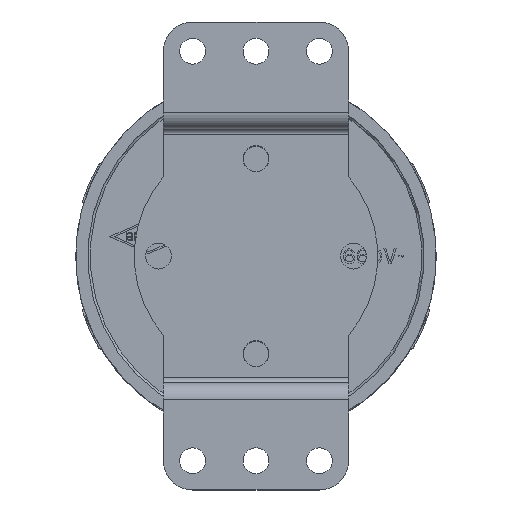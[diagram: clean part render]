
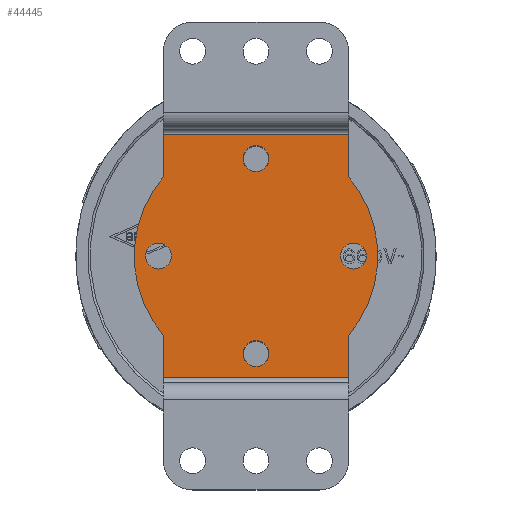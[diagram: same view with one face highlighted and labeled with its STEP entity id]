
A CAD part, top view. The second image highlights one B-rep face of the part: STEP entity #44445.
In plain terms, the highlighted face is planar.
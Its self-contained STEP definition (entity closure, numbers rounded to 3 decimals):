
#43336=DIRECTION('',(-1.,0.,0.));
#43337=VECTOR('',#43336,8.752);
#43338=CARTESIAN_POINT('',(-16.248,-19.,10.5));
#43339=LINE('',#43338,#43337);
#43356=DIRECTION('',(-1.,0.,0.));
#43357=VECTOR('',#43356,8.752);
#43358=CARTESIAN_POINT('',(25.,-19.,10.5));
#43359=LINE('',#43358,#43357);
#43497=DIRECTION('',(0.,1.,0.));
#43498=VECTOR('',#43497,38.);
#43499=CARTESIAN_POINT('',(-25.,-19.,10.5));
#43500=LINE('',#43499,#43498);
#43506=CARTESIAN_POINT('',(0.,0.,10.5));
#43507=DIRECTION('',(0.,0.,-1.));
#43508=DIRECTION('',(0.65,-0.76,0.));
#43509=AXIS2_PLACEMENT_3D('',#43506,#43507,#43508);
#43511=DIRECTION('',(-1.,0.,0.));
#43512=VECTOR('',#43511,8.752);
#43513=CARTESIAN_POINT('',(25.,19.,10.5));
#43514=LINE('',#43513,#43512);
#43515=CARTESIAN_POINT('',(0.,0.,10.5));
#43516=DIRECTION('',(0.,0.,-1.));
#43517=DIRECTION('',(-0.65,0.76,0.));
#43518=AXIS2_PLACEMENT_3D('',#43515,#43516,#43517);
#43520=DIRECTION('',(-1.,0.,0.));
#43521=VECTOR('',#43520,8.752);
#43522=CARTESIAN_POINT('',(-16.248,19.,10.5));
#43523=LINE('',#43522,#43521);
#43524=CARTESIAN_POINT('',(0.,20.,10.5));
#43525=DIRECTION('',(0.,0.,1.));
#43526=DIRECTION('',(1.,0.,0.));
#43527=AXIS2_PLACEMENT_3D('',#43524,#43525,#43526);
#43529=CARTESIAN_POINT('',(0.,20.,10.5));
#43530=DIRECTION('',(0.,0.,1.));
#43531=DIRECTION('',(-1.,0.,0.));
#43532=AXIS2_PLACEMENT_3D('',#43529,#43530,#43531);
#43534=CARTESIAN_POINT('',(0.,-20.,10.5));
#43535=DIRECTION('',(0.,0.,1.));
#43536=DIRECTION('',(1.,0.,0.));
#43537=AXIS2_PLACEMENT_3D('',#43534,#43535,#43536);
#43539=CARTESIAN_POINT('',(0.,-20.,10.5));
#43540=DIRECTION('',(0.,0.,1.));
#43541=DIRECTION('',(-1.,0.,0.));
#43542=AXIS2_PLACEMENT_3D('',#43539,#43540,#43541);
#43544=CARTESIAN_POINT('',(20.,0.,10.5));
#43545=DIRECTION('',(0.,0.,1.));
#43546=DIRECTION('',(1.,0.,0.));
#43547=AXIS2_PLACEMENT_3D('',#43544,#43545,#43546);
#43549=CARTESIAN_POINT('',(20.,0.,10.5));
#43550=DIRECTION('',(0.,0.,1.));
#43551=DIRECTION('',(-1.,0.,0.));
#43552=AXIS2_PLACEMENT_3D('',#43549,#43550,#43551);
#43554=CARTESIAN_POINT('',(-20.,0.,10.5));
#43555=DIRECTION('',(0.,0.,1.));
#43556=DIRECTION('',(1.,0.,0.));
#43557=AXIS2_PLACEMENT_3D('',#43554,#43555,#43556);
#43559=CARTESIAN_POINT('',(-20.,0.,10.5));
#43560=DIRECTION('',(0.,0.,1.));
#43561=DIRECTION('',(-1.,0.,0.));
#43562=AXIS2_PLACEMENT_3D('',#43559,#43560,#43561);
#43876=DIRECTION('',(0.,1.,0.));
#43877=VECTOR('',#43876,38.);
#43878=CARTESIAN_POINT('',(25.,-19.,10.5));
#43879=LINE('',#43878,#43877);
#43951=CARTESIAN_POINT('',(16.248,-19.,10.5));
#43953=VERTEX_POINT('',#43951);
#43955=CARTESIAN_POINT('',(-16.248,-19.,10.5));
#43957=VERTEX_POINT('',#43955);
#43959=CARTESIAN_POINT('',(-16.248,19.,10.5));
#43961=VERTEX_POINT('',#43959);
#43963=CARTESIAN_POINT('',(16.248,19.,10.5));
#43965=VERTEX_POINT('',#43963);
#44002=CARTESIAN_POINT('',(-25.,-19.,10.5));
#44003=CARTESIAN_POINT('',(-25.,19.,10.5));
#44004=VERTEX_POINT('',#44002);
#44005=VERTEX_POINT('',#44003);
#44006=CARTESIAN_POINT('',(25.,-19.,10.5));
#44007=CARTESIAN_POINT('',(25.,19.,10.5));
#44008=VERTEX_POINT('',#44006);
#44009=VERTEX_POINT('',#44007);
#44110=CARTESIAN_POINT('',(2.65,20.,10.5));
#44111=CARTESIAN_POINT('',(-2.65,20.,10.5));
#44112=VERTEX_POINT('',#44110);
#44113=VERTEX_POINT('',#44111);
#44114=CARTESIAN_POINT('',(2.65,-20.,10.5));
#44115=CARTESIAN_POINT('',(-2.65,-20.,10.5));
#44116=VERTEX_POINT('',#44114);
#44117=VERTEX_POINT('',#44115);
#44118=CARTESIAN_POINT('',(22.65,0.,10.5));
#44119=CARTESIAN_POINT('',(17.35,0.,10.5));
#44120=VERTEX_POINT('',#44118);
#44121=VERTEX_POINT('',#44119);
#44122=CARTESIAN_POINT('',(-17.35,0.,10.5));
#44123=CARTESIAN_POINT('',(-22.65,0.,10.5));
#44124=VERTEX_POINT('',#44122);
#44125=VERTEX_POINT('',#44123);
#44403=CARTESIAN_POINT('',(26.,19.,10.5));
#44404=DIRECTION('',(0.,0.,-1.));
#44405=DIRECTION('',(0.,-1.,0.));
#44406=AXIS2_PLACEMENT_3D('',#44403,#44404,#44405);
#44407=PLANE('',#44406);
#44408=ORIENTED_EDGE('',*,*,#44397,.F.);
#44409=ORIENTED_EDGE('',*,*,#44192,.F.);
#44411=ORIENTED_EDGE('',*,*,#44410,.F.);
#44412=ORIENTED_EDGE('',*,*,#44219,.F.);
#44414=ORIENTED_EDGE('',*,*,#44413,.T.);
#44415=ORIENTED_EDGE('',*,*,#44351,.T.);
#44417=ORIENTED_EDGE('',*,*,#44416,.F.);
#44418=ORIENTED_EDGE('',*,*,#44315,.T.);
#44419=EDGE_LOOP('',(#44408,#44409,#44411,#44412,#44414,#44415,#44417,#44418));
#44420=FACE_OUTER_BOUND('',#44419,.F.);
#44422=ORIENTED_EDGE('',*,*,#44421,.F.);
#44424=ORIENTED_EDGE('',*,*,#44423,.F.);
#44425=EDGE_LOOP('',(#44422,#44424));
#44426=FACE_BOUND('',#44425,.F.);
#44428=ORIENTED_EDGE('',*,*,#44427,.F.);
#44430=ORIENTED_EDGE('',*,*,#44429,.F.);
#44431=EDGE_LOOP('',(#44428,#44430));
#44432=FACE_BOUND('',#44431,.F.);
#44434=ORIENTED_EDGE('',*,*,#44433,.F.);
#44436=ORIENTED_EDGE('',*,*,#44435,.F.);
#44437=EDGE_LOOP('',(#44434,#44436));
#44438=FACE_BOUND('',#44437,.F.);
#44440=ORIENTED_EDGE('',*,*,#44439,.F.);
#44442=ORIENTED_EDGE('',*,*,#44441,.F.);
#44443=EDGE_LOOP('',(#44440,#44442));
#44444=FACE_BOUND('',#44443,.F.);
#44445=ADVANCED_FACE('',(#44420,#44426,#44432,#44438,#44444),#44407,.T.);
#43510=CIRCLE('',#43509,25.);
#43519=CIRCLE('',#43518,25.);
#43528=CIRCLE('',#43527,2.65);
#43533=CIRCLE('',#43532,2.65);
#43538=CIRCLE('',#43537,2.65);
#43543=CIRCLE('',#43542,2.65);
#43548=CIRCLE('',#43547,2.65);
#43553=CIRCLE('',#43552,2.65);
#43558=CIRCLE('',#43557,2.65);
#43563=CIRCLE('',#43562,2.65);
#44192=EDGE_CURVE('',#43957,#44004,#43339,.T.);
#44219=EDGE_CURVE('',#44008,#43953,#43359,.T.);
#44315=EDGE_CURVE('',#43961,#44005,#43523,.T.);
#44351=EDGE_CURVE('',#44009,#43965,#43514,.T.);
#44397=EDGE_CURVE('',#44004,#44005,#43500,.T.);
#44410=EDGE_CURVE('',#43953,#43957,#43510,.T.);
#44413=EDGE_CURVE('',#44008,#44009,#43879,.T.);
#44416=EDGE_CURVE('',#43961,#43965,#43519,.T.);
#44421=EDGE_CURVE('',#44112,#44113,#43528,.T.);
#44423=EDGE_CURVE('',#44113,#44112,#43533,.T.);
#44427=EDGE_CURVE('',#44116,#44117,#43538,.T.);
#44429=EDGE_CURVE('',#44117,#44116,#43543,.T.);
#44433=EDGE_CURVE('',#44120,#44121,#43548,.T.);
#44435=EDGE_CURVE('',#44121,#44120,#43553,.T.);
#44439=EDGE_CURVE('',#44124,#44125,#43558,.T.);
#44441=EDGE_CURVE('',#44125,#44124,#43563,.T.);
